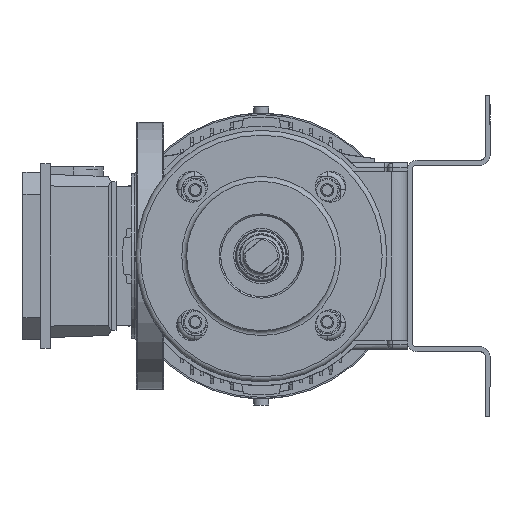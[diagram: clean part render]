
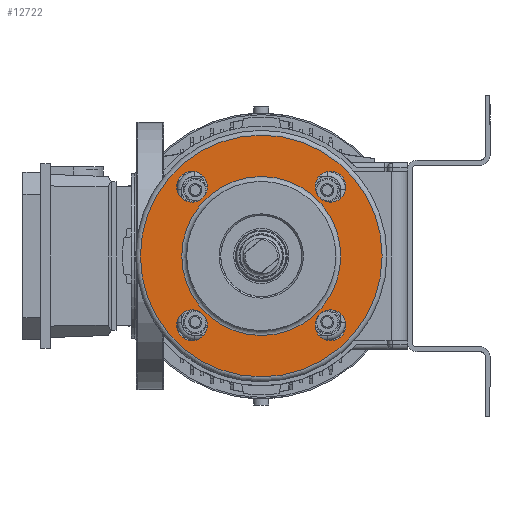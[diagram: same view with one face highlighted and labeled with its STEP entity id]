
A CAD part, left-side view. The second image highlights one B-rep face of the part: STEP entity #12722.
In plain terms, the highlighted planar face has unit normal (-1, 0, 0).
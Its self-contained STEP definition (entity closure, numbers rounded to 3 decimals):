
#12722=ADVANCED_FACE('',(#37497,#37499,#37501,#37503,#37505,#37507),#37509,.T.);
#37497=FACE_BOUND('',#37498,.T.);
#37498=EDGE_LOOP('',(#52978,#52979));
#37499=FACE_BOUND('',#37500,.T.);
#37500=EDGE_LOOP('',(#52980));
#37501=FACE_BOUND('',#37502,.T.);
#37502=EDGE_LOOP('',(#52981));
#37503=FACE_BOUND('',#37504,.T.);
#37504=EDGE_LOOP('',(#52982));
#37505=FACE_BOUND('',#37506,.T.);
#37506=EDGE_LOOP('',(#52983));
#37507=FACE_BOUND('',#37508,.T.);
#37508=EDGE_LOOP('',(#52984,#52985));
#37509=PLANE('',#37510);
#37510=AXIS2_PLACEMENT_3D('',#37511,#37512,#37513);
#37511=CARTESIAN_POINT('',(-53.43,0.,46.));
#37512=DIRECTION('',(-1.,0.,0.));
#37513=DIRECTION('',(0.,-1.,0.));
#52978=ORIENTED_EDGE('',*,*,#62935,.T.);
#52979=ORIENTED_EDGE('',*,*,#62936,.T.);
#52980=ORIENTED_EDGE('',*,*,#62907,.F.);
#52981=ORIENTED_EDGE('',*,*,#62909,.F.);
#52982=ORIENTED_EDGE('',*,*,#62911,.F.);
#52983=ORIENTED_EDGE('',*,*,#62913,.F.);
#52984=ORIENTED_EDGE('',*,*,#62937,.T.);
#52985=ORIENTED_EDGE('',*,*,#62938,.T.);
#62907=EDGE_CURVE('',#71069,#71069,#71070,.T.);
#62909=EDGE_CURVE('',#71073,#71073,#71074,.T.);
#62911=EDGE_CURVE('',#71077,#71077,#71078,.T.);
#62913=EDGE_CURVE('',#71081,#71081,#71082,.T.);
#62935=EDGE_CURVE('',#71124,#71125,#71126,.T.);
#62936=EDGE_CURVE('',#71125,#71124,#71127,.T.);
#62937=EDGE_CURVE('',#71128,#71129,#71130,.T.);
#62938=EDGE_CURVE('',#71129,#71128,#71131,.T.);
#71069=VERTEX_POINT('',#101995);
#71070=CIRCLE('',#101996,9.5);
#71073=VERTEX_POINT('',#102005);
#71074=CIRCLE('',#102006,9.5);
#71077=VERTEX_POINT('',#102015);
#71078=CIRCLE('',#102016,9.5);
#71081=VERTEX_POINT('',#102025);
#71082=CIRCLE('',#102026,9.5);
#71124=VERTEX_POINT('',#102158);
#71125=VERTEX_POINT('',#102159);
#71126=CIRCLE('',#102160,74.5);
#71127=CIRCLE('',#102164,74.5);
#71128=VERTEX_POINT('',#102168);
#71129=VERTEX_POINT('',#102169);
#71130=CIRCLE('',#102170,49.);
#71131=CIRCLE('',#102174,49.);
#101995=CARTESIAN_POINT('',(-53.43,-52.174,-42.674));
#101996=AXIS2_PLACEMENT_3D('',#101997,#101998,#101999);
#101997=CARTESIAN_POINT('',(-53.43,-42.674,-42.674));
#101998=DIRECTION('',(-1.,0.,0.));
#101999=DIRECTION('',(0.,-1.,0.));
#102005=CARTESIAN_POINT('',(-53.43,-52.174,42.674));
#102006=AXIS2_PLACEMENT_3D('',#102007,#102008,#102009);
#102007=CARTESIAN_POINT('',(-53.43,-42.674,42.674));
#102008=DIRECTION('',(-1.,0.,0.));
#102009=DIRECTION('',(0.,-1.,0.));
#102015=CARTESIAN_POINT('',(-53.43,33.174,-42.674));
#102016=AXIS2_PLACEMENT_3D('',#102017,#102018,#102019);
#102017=CARTESIAN_POINT('',(-53.43,42.674,-42.674));
#102018=DIRECTION('',(-1.,0.,0.));
#102019=DIRECTION('',(0.,-1.,0.));
#102025=CARTESIAN_POINT('',(-53.43,33.174,42.674));
#102026=AXIS2_PLACEMENT_3D('',#102027,#102028,#102029);
#102027=CARTESIAN_POINT('',(-53.43,42.674,42.674));
#102028=DIRECTION('',(-1.,0.,0.));
#102029=DIRECTION('',(0.,-1.,0.));
#102158=CARTESIAN_POINT('',(-53.43,-74.5,0.));
#102159=CARTESIAN_POINT('',(-53.43,74.5,0.));
#102160=AXIS2_PLACEMENT_3D('',#102161,#102162,#102163);
#102161=CARTESIAN_POINT('',(-53.43,0.,0.));
#102162=DIRECTION('',(-1.,0.,0.));
#102163=DIRECTION('',(0.,-1.,0.));
#102164=AXIS2_PLACEMENT_3D('',#102165,#102166,#102167);
#102165=CARTESIAN_POINT('',(-53.43,0.,0.));
#102166=DIRECTION('',(-1.,0.,0.));
#102167=DIRECTION('',(0.,1.,0.));
#102168=CARTESIAN_POINT('',(-53.43,-49.,0.));
#102169=CARTESIAN_POINT('',(-53.43,49.,0.));
#102170=AXIS2_PLACEMENT_3D('',#102171,#102172,#102173);
#102171=CARTESIAN_POINT('',(-53.43,0.,0.));
#102172=DIRECTION('',(1.,0.,0.));
#102173=DIRECTION('',(0.,-1.,0.));
#102174=AXIS2_PLACEMENT_3D('',#102175,#102176,#102177);
#102175=CARTESIAN_POINT('',(-53.43,0.,0.));
#102176=DIRECTION('',(1.,0.,0.));
#102177=DIRECTION('',(0.,1.,0.));
